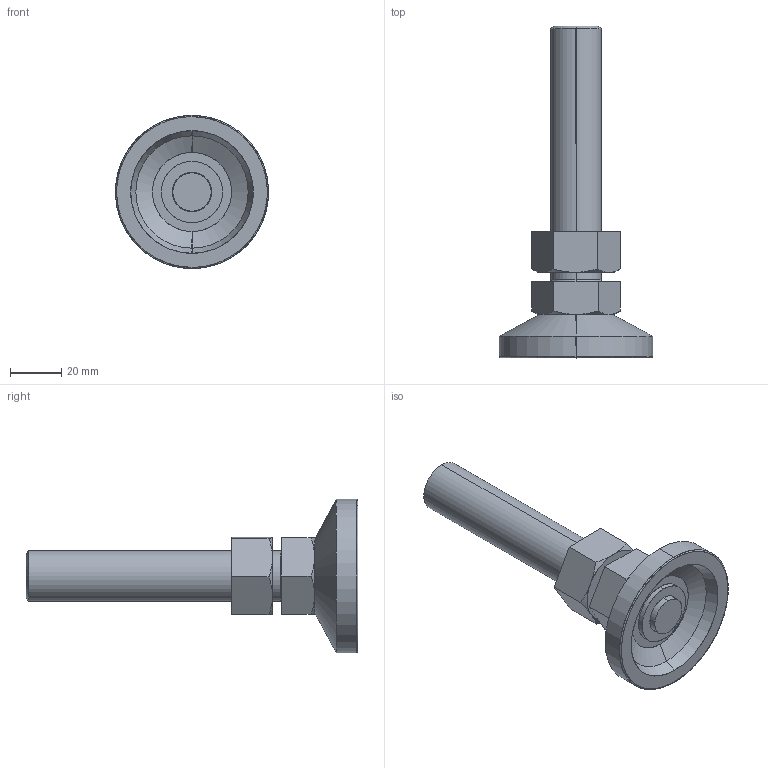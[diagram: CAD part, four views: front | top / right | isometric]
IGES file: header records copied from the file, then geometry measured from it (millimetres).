
Start section: SolidWorks IGES file using analytic representation for surfaces
Global section: file name: KC-275-B-3_.IGS,41; native system: HSolidWorks 2006 by SolidWorks Corporation; preprocessor: SolidWorks 2006 by SolidWorks Corporation; author: 3sw; date: 060608.144111; units: millimetre
Bounding box: 60 x 130 x 60 mm (x, y, z)
Surface area: 22089.4 mm2 (no closed solid volume)
Topology: 0 solids, 0 shells, 71 faces, 1132 edges, 1132 vertices
Faces by surface type: revolution 42, bspline 29
